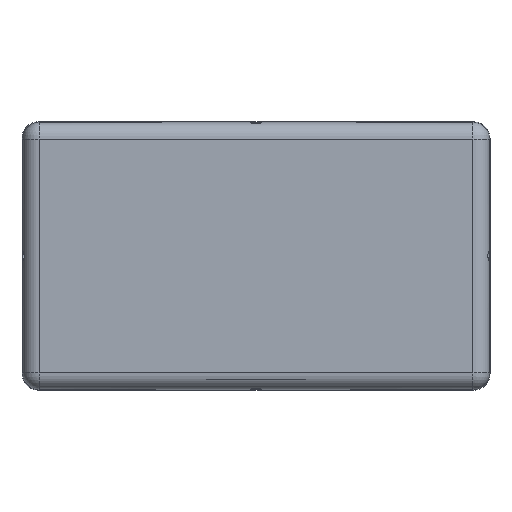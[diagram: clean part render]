
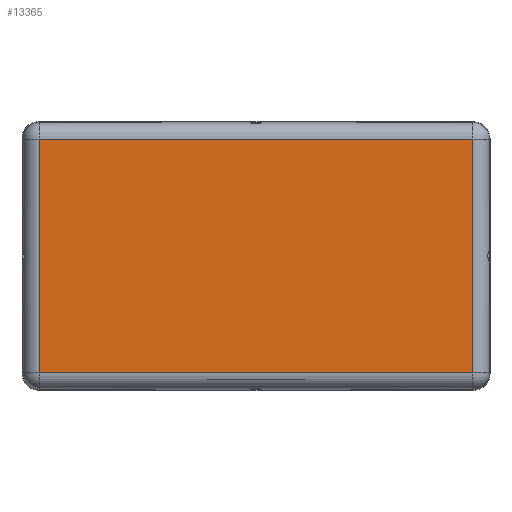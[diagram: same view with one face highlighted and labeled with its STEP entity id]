
A CAD part, front view. The second image highlights one B-rep face of the part: STEP entity #13365.
In plain terms, the highlighted planar face has unit normal (0, -1, 0).
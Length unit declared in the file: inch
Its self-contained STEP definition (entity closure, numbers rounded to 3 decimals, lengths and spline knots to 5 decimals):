
#13326=CARTESIAN_POINT('',(-7.,0.0,-4.));
#13327=DIRECTION('',(0.0,-1.0,0.0));
#13328=DIRECTION('',(0.0,0.0,-1.0));
#13329=AXIS2_PLACEMENT_3D('',#13326,#13327,#13328);
#13330=PLANE('',#13329);
#13331=CARTESIAN_POINT('',(-6.51716,0.0,-3.51716));
#13332=VERTEX_POINT('',#13331);
#13333=CARTESIAN_POINT('',(6.51716,0.0,-3.51716));
#13334=VERTEX_POINT('',#13333);
#13335=CARTESIAN_POINT('',(-6.51716,0.0,-3.51716));
#13336=DIRECTION('',(1.0,0.0,0.0));
#13337=VECTOR('',#13336,13.03431);
#13338=LINE('',#13335,#13337);
#13339=EDGE_CURVE('',#13332,#13334,#13338,.T.);
#13340=ORIENTED_EDGE('',*,*,#13339,.T.);
#13341=CARTESIAN_POINT('',(6.51716,0.0,3.51716));
#13342=VERTEX_POINT('',#13341);
#13343=CARTESIAN_POINT('',(6.51716,0.0,-3.51716));
#13344=DIRECTION('',(0.0,0.0,1.0));
#13345=VECTOR('',#13344,7.03431);
#13346=LINE('',#13343,#13345);
#13347=EDGE_CURVE('',#13334,#13342,#13346,.T.);
#13348=ORIENTED_EDGE('',*,*,#13347,.T.);
#13349=CARTESIAN_POINT('',(-6.51716,0.0,3.51716));
#13350=VERTEX_POINT('',#13349);
#13351=CARTESIAN_POINT('',(6.51716,0.0,3.51716));
#13352=DIRECTION('',(-1.0,0.0,0.0));
#13353=VECTOR('',#13352,13.03431);
#13354=LINE('',#13351,#13353);
#13355=EDGE_CURVE('',#13342,#13350,#13354,.T.);
#13356=ORIENTED_EDGE('',*,*,#13355,.T.);
#13357=CARTESIAN_POINT('',(-6.51716,0.0,3.51716));
#13358=DIRECTION('',(0.0,0.0,-1.0));
#13359=VECTOR('',#13358,7.03431);
#13360=LINE('',#13357,#13359);
#13361=EDGE_CURVE('',#13350,#13332,#13360,.T.);
#13362=ORIENTED_EDGE('',*,*,#13361,.T.);
#13363=EDGE_LOOP('',(#13340,#13348,#13356,#13362));
#13364=FACE_OUTER_BOUND('',#13363,.T.);
#13365=ADVANCED_FACE('',(#13364),#13330,.T.);
